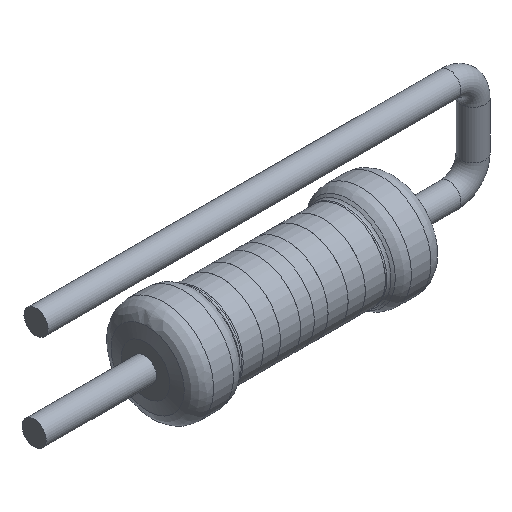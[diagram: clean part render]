
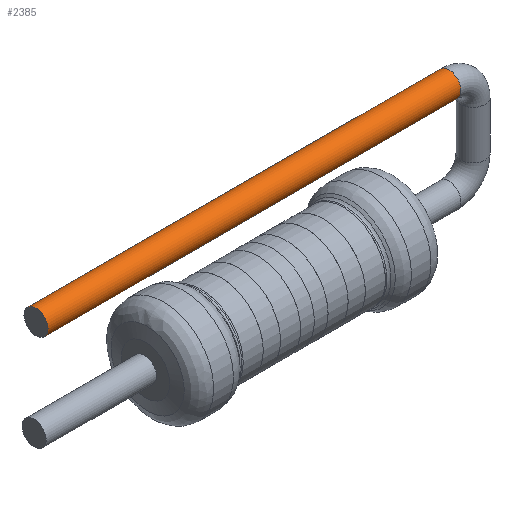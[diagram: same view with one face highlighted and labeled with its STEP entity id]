
A CAD part, isometric view. The second image highlights one B-rep face of the part: STEP entity #2385.
In plain terms, the highlighted cylindrical face has radius 0.3 mm (diameter 0.6 mm), a full revolution.
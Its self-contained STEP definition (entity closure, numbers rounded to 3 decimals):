
#2385 = ADVANCED_FACE('',(#2386),#2400,.T.);
#2386 = FACE_BOUND('',#2387,.T.);
#2387 = EDGE_LOOP('',(#2388,#2417,#2443,#2444));
#2388 = ORIENTED_EDGE('',*,*,#2389,.T.);
#2389 = EDGE_CURVE('',#2390,#2392,#2394,.T.);
#2390 = VERTEX_POINT('',#2391);
#2391 = CARTESIAN_POINT('',(-5.88,0.3,2.4));
#2392 = VERTEX_POINT('',#2393);
#2393 = CARTESIAN_POINT('',(4.4,0.3,2.4));
#2394 = SEAM_CURVE('',#2395,(#2399,#2411),.PCURVE_S1.);
#2395 = LINE('',#2396,#2397);
#2396 = CARTESIAN_POINT('',(-5.88,0.3,2.4));
#2397 = VECTOR('',#2398,1.);
#2398 = DIRECTION('',(1.,0.,0.));
#2399 = PCURVE('',#2400,#2405);
#2400 = CYLINDRICAL_SURFACE('',#2401,0.3);
#2401 = AXIS2_PLACEMENT_3D('',#2402,#2403,#2404);
#2402 = CARTESIAN_POINT('',(-5.88,0.,2.4));
#2403 = DIRECTION('',(1.,0.,0.));
#2404 = DIRECTION('',(0.,1.,0.));
#2405 = DEFINITIONAL_REPRESENTATION('',(#2406),#2410);
#2406 = LINE('',#2407,#2408);
#2407 = CARTESIAN_POINT('',(6.283,0.));
#2408 = VECTOR('',#2409,1.);
#2409 = DIRECTION('',(0.,1.));
#2410 = ( GEOMETRIC_REPRESENTATION_CONTEXT(2) 
PARAMETRIC_REPRESENTATION_CONTEXT() REPRESENTATION_CONTEXT('2D SPACE',''
  ) );
#2411 = PCURVE('',#2400,#2412);
#2412 = DEFINITIONAL_REPRESENTATION('',(#2413),#2416);
#2413 = B_SPLINE_CURVE_WITH_KNOTS('',1,(#2414,#2415),.UNSPECIFIED.,.F.,
  .F.,(2,2),(0.,10.28),.PIECEWISE_BEZIER_KNOTS.);
#2414 = CARTESIAN_POINT('',(0.,0.));
#2415 = CARTESIAN_POINT('',(0.,10.28));
#2416 = ( GEOMETRIC_REPRESENTATION_CONTEXT(2) 
PARAMETRIC_REPRESENTATION_CONTEXT() REPRESENTATION_CONTEXT('2D SPACE',''
  ) );
#2417 = ORIENTED_EDGE('',*,*,#2418,.F.);
#2418 = EDGE_CURVE('',#2392,#2392,#2419,.T.);
#2419 = SURFACE_CURVE('',#2420,(#2425,#2432),.PCURVE_S1.);
#2420 = CIRCLE('',#2421,0.3);
#2421 = AXIS2_PLACEMENT_3D('',#2422,#2423,#2424);
#2422 = CARTESIAN_POINT('',(4.4,0.,2.4));
#2423 = DIRECTION('',(1.,0.,0.));
#2424 = DIRECTION('',(0.,1.,0.));
#2425 = PCURVE('',#2400,#2426);
#2426 = DEFINITIONAL_REPRESENTATION('',(#2427),#2431);
#2427 = LINE('',#2428,#2429);
#2428 = CARTESIAN_POINT('',(0.,10.28));
#2429 = VECTOR('',#2430,1.);
#2430 = DIRECTION('',(1.,0.));
#2431 = ( GEOMETRIC_REPRESENTATION_CONTEXT(2) 
PARAMETRIC_REPRESENTATION_CONTEXT() REPRESENTATION_CONTEXT('2D SPACE',''
  ) );
#2432 = PCURVE('',#2433,#2438);
#2433 = TOROIDAL_SURFACE('',#2434,0.6,0.3);
#2434 = AXIS2_PLACEMENT_3D('',#2435,#2436,#2437);
#2435 = CARTESIAN_POINT('',(4.4,0.,1.8));
#2436 = DIRECTION('',(0.,1.,0.));
#2437 = DIRECTION('',(1.,0.,0.));
#2438 = DEFINITIONAL_REPRESENTATION('',(#2439),#2442);
#2439 = B_SPLINE_CURVE_WITH_KNOTS('',1,(#2440,#2441),.UNSPECIFIED.,.F.,
  .F.,(2,2),(0.,6.283),.PIECEWISE_BEZIER_KNOTS.);
#2440 = CARTESIAN_POINT('',(4.712,7.854));
#2441 = CARTESIAN_POINT('',(4.712,1.571));
#2442 = ( GEOMETRIC_REPRESENTATION_CONTEXT(2) 
PARAMETRIC_REPRESENTATION_CONTEXT() REPRESENTATION_CONTEXT('2D SPACE',''
  ) );
#2443 = ORIENTED_EDGE('',*,*,#2389,.F.);
#2444 = ORIENTED_EDGE('',*,*,#2445,.F.);
#2445 = EDGE_CURVE('',#2390,#2390,#2446,.T.);
#2446 = SURFACE_CURVE('',#2447,(#2452,#2458),.PCURVE_S1.);
#2447 = CIRCLE('',#2448,0.3);
#2448 = AXIS2_PLACEMENT_3D('',#2449,#2450,#2451);
#2449 = CARTESIAN_POINT('',(-5.88,0.,2.4));
#2450 = DIRECTION('',(-1.,0.,0.));
#2451 = DIRECTION('',(0.,1.,0.));
#2452 = PCURVE('',#2400,#2453);
#2453 = DEFINITIONAL_REPRESENTATION('',(#2454),#2457);
#2454 = B_SPLINE_CURVE_WITH_KNOTS('',1,(#2455,#2456),.UNSPECIFIED.,.F.,
  .F.,(2,2),(0.,6.283),.PIECEWISE_BEZIER_KNOTS.);
#2455 = CARTESIAN_POINT('',(6.283,0.));
#2456 = CARTESIAN_POINT('',(0.,0.));
#2457 = ( GEOMETRIC_REPRESENTATION_CONTEXT(2) 
PARAMETRIC_REPRESENTATION_CONTEXT() REPRESENTATION_CONTEXT('2D SPACE',''
  ) );
#2458 = PCURVE('',#2459,#2464);
#2459 = PLANE('',#2460);
#2460 = AXIS2_PLACEMENT_3D('',#2461,#2462,#2463);
#2461 = CARTESIAN_POINT('',(-5.88,0.3,2.4));
#2462 = DIRECTION('',(1.,0.,0.));
#2463 = DIRECTION('',(0.,0.,1.));
#2464 = DEFINITIONAL_REPRESENTATION('',(#2465),#2473);
#2465 = ( BOUNDED_CURVE() B_SPLINE_CURVE(2,(#2466,#2467,#2468,#2469,
#2470,#2471,#2472),.UNSPECIFIED.,.F.,.F.) B_SPLINE_CURVE_WITH_KNOTS((1,2
    ,2,2,2,1),(-2.094,0.,2.094,4.189,
6.283,8.378),.UNSPECIFIED.) CURVE() 
GEOMETRIC_REPRESENTATION_ITEM() RATIONAL_B_SPLINE_CURVE((1.,0.5,1.,0.5,
1.,0.5,1.)) REPRESENTATION_ITEM('') );
#2466 = CARTESIAN_POINT('',(0.,0.));
#2467 = CARTESIAN_POINT('',(-0.52,0.));
#2468 = CARTESIAN_POINT('',(-0.26,0.45));
#2469 = CARTESIAN_POINT('',(0.,0.9));
#2470 = CARTESIAN_POINT('',(0.26,0.45));
#2471 = CARTESIAN_POINT('',(0.52,0.));
#2472 = CARTESIAN_POINT('',(0.,0.));
#2473 = ( GEOMETRIC_REPRESENTATION_CONTEXT(2) 
PARAMETRIC_REPRESENTATION_CONTEXT() REPRESENTATION_CONTEXT('2D SPACE',''
  ) );
